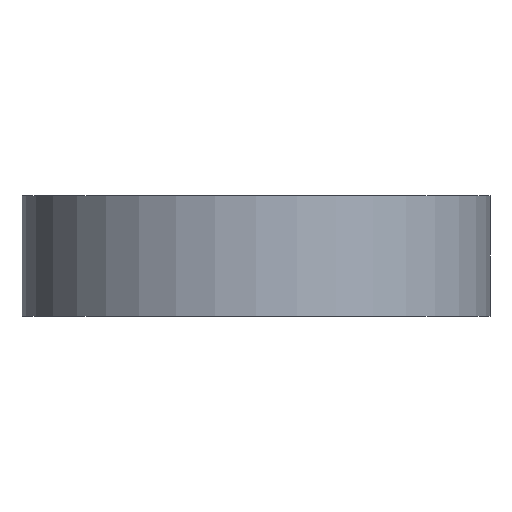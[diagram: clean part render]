
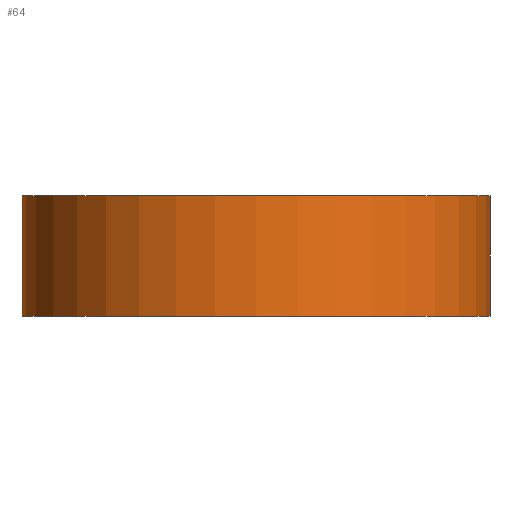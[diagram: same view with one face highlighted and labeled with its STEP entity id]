
A CAD part, front view. The second image highlights one B-rep face of the part: STEP entity #64.
In plain terms, the highlighted cylindrical face has radius 48.5 mm (diameter 97 mm), a partial arc.
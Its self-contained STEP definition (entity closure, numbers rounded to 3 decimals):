
#3 = EDGE_CURVE ( 'NONE', #593, #609, #571, .T. ) ;
#13 = EDGE_CURVE ( 'NONE', #610, #586, #547, .T. ) ;
#34 = EDGE_CURVE ( 'NONE', #593, #610, #85, .T. ) ;
#64 = ADVANCED_FACE ( 'NONE', ( #315 ), #319, .T. ) ;
#84 = VECTOR ( 'NONE', #476, 1000. ) ;
#85 = LINE ( 'NONE', #490, #84 ) ;
#115 = DIRECTION ( 'NONE',  ( -1., 0., 0. ) ) ;
#119 = DIRECTION ( 'NONE',  ( 0., 0., -1. ) ) ;
#121 = CARTESIAN_POINT ( 'NONE',  ( 0., 0., 25. ) ) ;
#154 = CARTESIAN_POINT ( 'NONE',  ( 48.5, 0., 0. ) ) ;
#166 = CARTESIAN_POINT ( 'NONE',  ( -48.5, 0., 25. ) ) ;
#174 = CARTESIAN_POINT ( 'NONE',  ( 48.5, 0., 25. ) ) ;
#182 = CARTESIAN_POINT ( 'NONE',  ( -48.5, 0., 0. ) ) ;
#217 = CARTESIAN_POINT ( 'NONE',  ( 48.5, 0., 25. ) ) ;
#218 = DIRECTION ( 'NONE',  ( 0., 0., -1. ) ) ;
#315 = FACE_OUTER_BOUND ( 'NONE', #527, .T. ) ;
#319 = CYLINDRICAL_SURFACE ( 'NONE', #802, 48.5 ) ;
#360 = LINE ( 'NONE', #217, #362 ) ;
#362 = VECTOR ( 'NONE', #218, 1000. ) ;
#436 = DIRECTION ( 'NONE',  ( 1., 0., 0. ) ) ;
#442 = DIRECTION ( 'NONE',  ( 0., 0., 1. ) ) ;
#443 = DIRECTION ( 'NONE',  ( 1., 0., 0. ) ) ;
#471 = CARTESIAN_POINT ( 'NONE',  ( 0., 0., 25. ) ) ;
#476 = DIRECTION ( 'NONE',  ( 0., 0., -1. ) ) ;
#480 = DIRECTION ( 'NONE',  ( 0., 0., 1. ) ) ;
#481 = CARTESIAN_POINT ( 'NONE',  ( 0., 0., 0. ) ) ;
#490 = CARTESIAN_POINT ( 'NONE',  ( -48.5, 0., 25. ) ) ;
#527 = EDGE_LOOP ( 'NONE', ( #650, #649, #658, #657 ) ) ;
#547 = CIRCLE ( 'NONE', #771, 48.5 ) ;
#571 = CIRCLE ( 'NONE', #761, 48.5 ) ;
#586 = VERTEX_POINT ( 'NONE', #154 ) ;
#593 = VERTEX_POINT ( 'NONE', #166 ) ;
#609 = VERTEX_POINT ( 'NONE', #174 ) ;
#610 = VERTEX_POINT ( 'NONE', #182 ) ;
#649 = ORIENTED_EDGE ( 'NONE', *, *, #3, .F. ) ;
#650 = ORIENTED_EDGE ( 'NONE', *, *, #753, .F. ) ;
#657 = ORIENTED_EDGE ( 'NONE', *, *, #13, .T. ) ;
#658 = ORIENTED_EDGE ( 'NONE', *, *, #34, .T. ) ;
#753 = EDGE_CURVE ( 'NONE', #609, #586, #360, .T. ) ;
#761 = AXIS2_PLACEMENT_3D ( 'NONE', #471, #442, #443 ) ;
#771 = AXIS2_PLACEMENT_3D ( 'NONE', #481, #480, #436 ) ;
#802 = AXIS2_PLACEMENT_3D ( 'NONE', #121, #119, #115 ) ;
